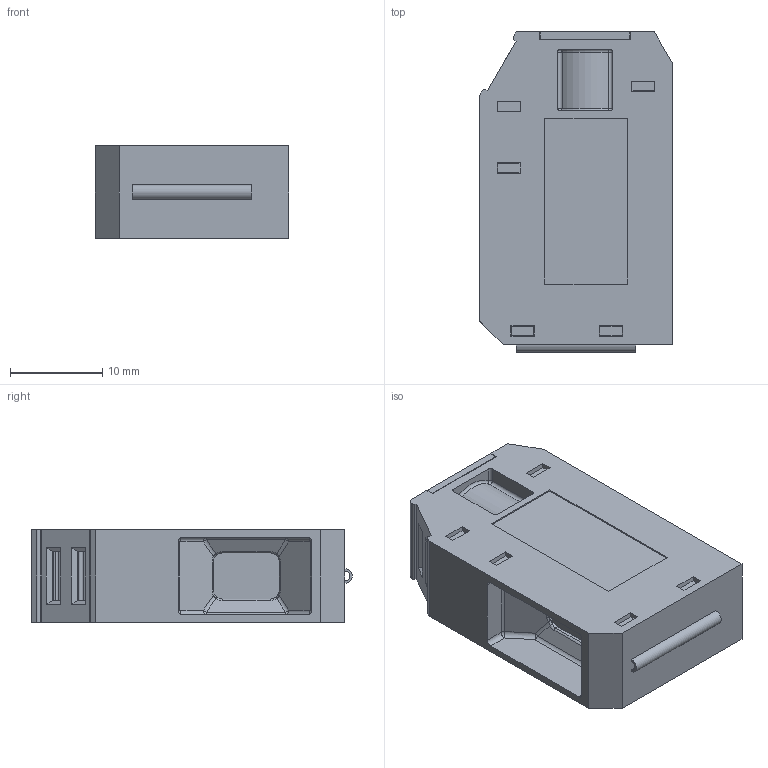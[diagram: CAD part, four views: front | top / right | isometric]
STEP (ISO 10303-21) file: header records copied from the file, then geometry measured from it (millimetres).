
FILE_DESCRIPTION(/* description */ (''),/* implementation_level */ '2;1');
FILE_NAME(/* name */ '1121_MAG_50.stp',/* time_stamp */ '2022-01-29T11:38:55+01:00',/* author */ (''),/* organization */ (''),/* preprocessor_version */ 'ST-DEVELOPER v16.7',/* originating_system */ 'SIEMENS PLM Software NX 12.0',/* authorisation */ '');
FILE_SCHEMA (('AUTOMOTIVE_DESIGN { 1 0 10303 214 3 1 1 1 }'));
Length unit declared in the file: millimetre
Products named in the file (1): 1121_MAG_50
Bounding box: 21 x 34.8 x 10 mm (x, y, z)
Volume: 5891.2 mm3; surface area: 3103.2 mm2
Topology: 1 solids, 1 shells, 210 faces, 541 edges, 326 vertices
Faces by surface type: plane 129, cylinder 48, sphere 16, bspline 12, torus 4, cone 1
Full cylindrical faces by diameter (mm): 6.3 x1
Entity records: 6695 total; most frequent: CARTESIAN_POINT 1689, ORIENTED_EDGE 1040, DIRECTION 1011, EDGE_CURVE 520, LINE 379, VECTOR 379, VERTEX_POINT 324, AXIS2_PLACEMENT_3D 316
